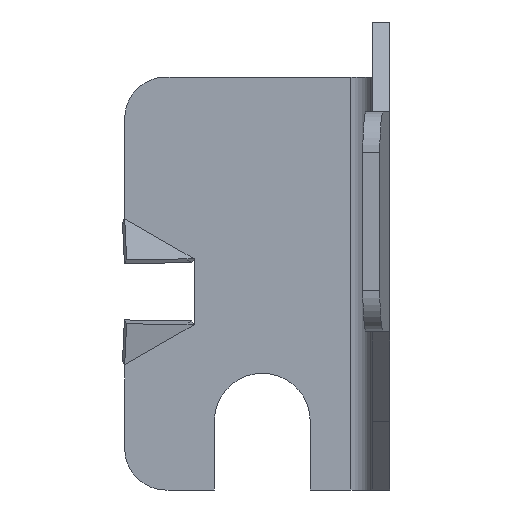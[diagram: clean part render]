
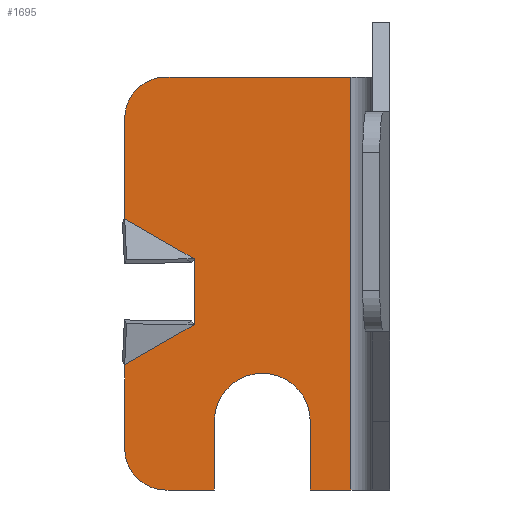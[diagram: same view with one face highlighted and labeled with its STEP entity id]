
A CAD part, left-side view. The second image highlights one B-rep face of the part: STEP entity #1695.
In plain terms, the highlighted planar face has unit normal (-1, 0, 0).
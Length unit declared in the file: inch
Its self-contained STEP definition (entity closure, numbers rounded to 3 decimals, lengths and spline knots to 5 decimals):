
#62 = VERTEX_POINT ( 'NONE', #1425 ) ;
#66 = EDGE_CURVE ( 'NONE', #1705, #1700, #1417, .T. ) ;
#87 = VERTEX_POINT ( 'NONE', #1393 ) ;
#101 = EDGE_CURVE ( 'NONE', #87, #62, #1442, .T. ) ;
#173 = CARTESIAN_POINT ( 'NONE',  ( 0., 0.45, 0.22728 ) ) ;
#314 = CARTESIAN_POINT ( 'NONE',  ( 0., 0.375, 0. ) ) ;
#321 = CARTESIAN_POINT ( 'NONE',  ( 0., 0.287, 0. ) ) ;
#467 = DIRECTION ( 'NONE',  ( 0., 0., -1. ) ) ;
#468 = VECTOR ( 'NONE', #467, 39.37008 ) ;
#469 = CARTESIAN_POINT ( 'NONE',  ( 0., 0.45, 0.85 ) ) ;
#470 = LINE ( 'NONE', #469, #468 ) ;
#471 = CARTESIAN_POINT ( 'NONE',  ( 0., 0.45, 0.075 ) ) ;
#486 = CARTESIAN_POINT ( 'NONE',  ( 0., 0.287, 0.125 ) ) ;
#487 = DIRECTION ( 'NONE',  ( 0., 0., 1. ) ) ;
#488 = VECTOR ( 'NONE', #487, 39.37008 ) ;
#489 = CARTESIAN_POINT ( 'NONE',  ( 0., 0.287, 0.125 ) ) ;
#490 = LINE ( 'NONE', #489, #488 ) ;
#491 = CARTESIAN_POINT ( 'NONE',  ( 0., 0.45, 0.49272 ) ) ;
#514 = CARTESIAN_POINT ( 'NONE',  ( 0., 0.375, 0.75 ) ) ;
#525 = DIRECTION ( 'NONE',  ( 0., 0., -1. ) ) ;
#526 = DIRECTION ( 'NONE',  ( 1., 0., 0. ) ) ;
#527 = CARTESIAN_POINT ( 'NONE',  ( 0., 0.2, 0.125 ) ) ;
#528 = AXIS2_PLACEMENT_3D ( 'NONE', #527, #526, #525 ) ;
#529 = CIRCLE ( 'NONE', #528, 0.087 ) ;
#530 = CARTESIAN_POINT ( 'NONE',  ( 0., 0.45, 0.675 ) ) ;
#531 = DIRECTION ( 'NONE',  ( 0., 0., -1. ) ) ;
#532 = VECTOR ( 'NONE', #531, 39.37008 ) ;
#533 = CARTESIAN_POINT ( 'NONE',  ( 0., 0.45, 0.85 ) ) ;
#534 = DIRECTION ( 'NONE',  ( 0., 0., -1. ) ) ;
#535 = DIRECTION ( 'NONE',  ( 1., 0., 0. ) ) ;
#536 = CARTESIAN_POINT ( 'NONE',  ( 0., 0.039, 0.85 ) ) ;
#537 = AXIS2_PLACEMENT_3D ( 'NONE', #536, #535, #534 ) ;
#538 = PLANE ( 'NONE',  #537 ) ;
#539 = LINE ( 'NONE', #533, #532 ) ;
#540 = FACE_OUTER_BOUND ( 'NONE', #1697, .T. ) ;
#541 = DIRECTION ( 'NONE',  ( 0., 0., -1. ) ) ;
#542 = VECTOR ( 'NONE', #541, 39.37008 ) ;
#543 = CARTESIAN_POINT ( 'NONE',  ( 0., 0.113, 0.125 ) ) ;
#544 = LINE ( 'NONE', #543, #542 ) ;
#547 = DIRECTION ( 'NONE',  ( 0., 0., -1. ) ) ;
#548 = DIRECTION ( 'NONE',  ( -1., 0., 0. ) ) ;
#549 = CARTESIAN_POINT ( 'NONE',  ( 0., 0.375, 0.075 ) ) ;
#550 = AXIS2_PLACEMENT_3D ( 'NONE', #549, #548, #547 ) ;
#551 = CIRCLE ( 'NONE', #550, 0.075 ) ;
#552 = CARTESIAN_POINT ( 'NONE',  ( 0., 0.32404, 0.42 ) ) ;
#553 = DIRECTION ( 'NONE',  ( 0., 0., -1. ) ) ;
#554 = VECTOR ( 'NONE', #553, 39.37008 ) ;
#555 = CARTESIAN_POINT ( 'NONE',  ( 0., 0.039, 0.85 ) ) ;
#556 = LINE ( 'NONE', #555, #554 ) ;
#568 = DIRECTION ( 'NONE',  ( 0., 1., 0. ) ) ;
#569 = VECTOR ( 'NONE', #568, 39.37008 ) ;
#570 = CARTESIAN_POINT ( 'NONE',  ( 0., 0.039, 0.75 ) ) ;
#571 = LINE ( 'NONE', #570, #569 ) ;
#577 = CARTESIAN_POINT ( 'NONE',  ( 0., 0.113, 0.125 ) ) ;
#584 = DIRECTION ( 'NONE',  ( 0., 0., -1. ) ) ;
#585 = VECTOR ( 'NONE', #584, 39.37008 ) ;
#586 = CARTESIAN_POINT ( 'NONE',  ( 0., 0.32404, 0.42 ) ) ;
#587 = LINE ( 'NONE', #586, #585 ) ;
#603 = DIRECTION ( 'NONE',  ( 0., -0.866, -0.5 ) ) ;
#604 = VECTOR ( 'NONE', #603, 39.37008 ) ;
#605 = CARTESIAN_POINT ( 'NONE',  ( 0., 0.45, 0.49272 ) ) ;
#606 = LINE ( 'NONE', #605, #604 ) ;
#616 = CARTESIAN_POINT ( 'NONE',  ( 0., 0.32404, 0.3 ) ) ;
#624 = CARTESIAN_POINT ( 'NONE',  ( 0., 0.039, 0.75 ) ) ;
#662 = DIRECTION ( 'NONE',  ( 0., 0.866, -0.5 ) ) ;
#663 = VECTOR ( 'NONE', #662, 39.37008 ) ;
#664 = CARTESIAN_POINT ( 'NONE',  ( 0., 0.45, 0.22728 ) ) ;
#665 = LINE ( 'NONE', #664, #663 ) ;
#707 = DIRECTION ( 'NONE',  ( 0., -1., 0. ) ) ;
#708 = VECTOR ( 'NONE', #707, 39.37008 ) ;
#709 = CARTESIAN_POINT ( 'NONE',  ( 0., 0.039, 0. ) ) ;
#710 = LINE ( 'NONE', #709, #708 ) ;
#1194 = VERTEX_POINT ( 'NONE', #173 ) ;
#1381 = VERTEX_POINT ( 'NONE', #321 ) ;
#1387 = CARTESIAN_POINT ( 'NONE',  ( 0., 0.375, 0.675 ) ) ;
#1388 = DIRECTION ( 'NONE',  ( -1., 0., 0. ) ) ;
#1391 = DIRECTION ( 'NONE',  ( 0., 0., -1. ) ) ;
#1393 = CARTESIAN_POINT ( 'NONE',  ( 0., 0.113, 0. ) ) ;
#1405 = AXIS2_PLACEMENT_3D ( 'NONE', #1387, #1388, #1391 ) ;
#1417 = CIRCLE ( 'NONE', #1405, 0.075 ) ;
#1425 = CARTESIAN_POINT ( 'NONE',  ( 0., 0.039, 0. ) ) ;
#1442 = LINE ( 'NONE', #1453, #1452 ) ;
#1451 = DIRECTION ( 'NONE',  ( 0., -1., 0. ) ) ;
#1452 = VECTOR ( 'NONE', #1451, 39.37008 ) ;
#1453 = CARTESIAN_POINT ( 'NONE',  ( 0., 0.039, 0. ) ) ;
#1458 = VERTEX_POINT ( 'NONE', #314 ) ;
#1632 = VERTEX_POINT ( 'NONE', #471 ) ;
#1637 = EDGE_CURVE ( 'NONE', #1194, #1632, #470, .T. ) ;
#1684 = VERTEX_POINT ( 'NONE', #491 ) ;
#1685 = ORIENTED_EDGE ( 'NONE', *, *, #1694, .T. ) ;
#1686 = ORIENTED_EDGE ( 'NONE', *, *, #101, .T. ) ;
#1689 = EDGE_CURVE ( 'NONE', #1381, #1690, #490, .T. ) ;
#1690 = VERTEX_POINT ( 'NONE', #486 ) ;
#1692 = ORIENTED_EDGE ( 'NONE', *, *, #1814, .T. ) ;
#1693 = ORIENTED_EDGE ( 'NONE', *, *, #1689, .T. ) ;
#1694 = EDGE_CURVE ( 'NONE', #1706, #87, #544, .T. ) ;
#1695 = ADVANCED_FACE ( 'NONE', ( #540 ), #538, .F. ) ;
#1697 = EDGE_LOOP ( 'NONE', ( #1698, #1758, #1692, #1693, #1708, #1685, #1686, #1727, #1722, #1707, #1772, #1730, #1745, #1751 ) ) ;
#1698 = ORIENTED_EDGE ( 'NONE', *, *, #1637, .T. ) ;
#1699 = EDGE_CURVE ( 'NONE', #1700, #1684, #539, .T. ) ;
#1700 = VERTEX_POINT ( 'NONE', #530 ) ;
#1701 = EDGE_CURVE ( 'NONE', #1690, #1706, #529, .T. ) ;
#1705 = VERTEX_POINT ( 'NONE', #514 ) ;
#1706 = VERTEX_POINT ( 'NONE', #577 ) ;
#1707 = ORIENTED_EDGE ( 'NONE', *, *, #66, .T. ) ;
#1708 = ORIENTED_EDGE ( 'NONE', *, *, #1701, .T. ) ;
#1719 = EDGE_CURVE ( 'NONE', #1759, #1705, #571, .T. ) ;
#1722 = ORIENTED_EDGE ( 'NONE', *, *, #1719, .T. ) ;
#1726 = EDGE_CURVE ( 'NONE', #1759, #62, #556, .T. ) ;
#1727 = ORIENTED_EDGE ( 'NONE', *, *, #1726, .F. ) ;
#1728 = EDGE_CURVE ( 'NONE', #1632, #1458, #551, .T. ) ;
#1730 = ORIENTED_EDGE ( 'NONE', *, *, #1732, .T. ) ;
#1731 = VERTEX_POINT ( 'NONE', #552 ) ;
#1732 = EDGE_CURVE ( 'NONE', #1684, #1731, #606, .T. ) ;
#1742 = EDGE_CURVE ( 'NONE', #1731, #1765, #587, .T. ) ;
#1745 = ORIENTED_EDGE ( 'NONE', *, *, #1742, .T. ) ;
#1751 = ORIENTED_EDGE ( 'NONE', *, *, #1773, .T. ) ;
#1758 = ORIENTED_EDGE ( 'NONE', *, *, #1728, .T. ) ;
#1759 = VERTEX_POINT ( 'NONE', #624 ) ;
#1765 = VERTEX_POINT ( 'NONE', #616 ) ;
#1772 = ORIENTED_EDGE ( 'NONE', *, *, #1699, .T. ) ;
#1773 = EDGE_CURVE ( 'NONE', #1765, #1194, #665, .T. ) ;
#1814 = EDGE_CURVE ( 'NONE', #1458, #1381, #710, .T. ) ;
